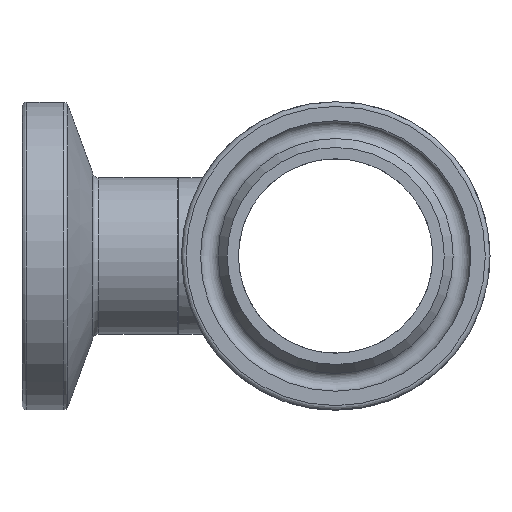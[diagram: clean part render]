
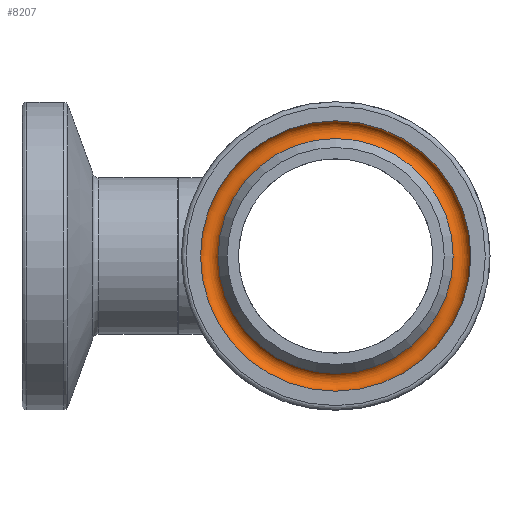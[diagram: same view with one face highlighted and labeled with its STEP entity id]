
A CAD part, left-side view. The second image highlights one B-rep face of the part: STEP entity #8207.
In plain terms, the highlighted toroidal (fillet/blend) face has major radius 10.16 mm and minor radius 0.787 mm.
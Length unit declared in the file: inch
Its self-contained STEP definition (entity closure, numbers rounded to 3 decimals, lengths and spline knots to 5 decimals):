
#36=TOROIDAL_SURFACE('',#8703,0.4,0.031);
#176=FACE_BOUND('',#1576,.T.);
#1026=FACE_OUTER_BOUND('',#1575,.T.);
#1575=EDGE_LOOP('',(#7596));
#1576=EDGE_LOOP('',(#7597));
#2852=CIRCLE('',#8702,0.37461);
#2853=CIRCLE('',#8704,0.431);
#4068=VERTEX_POINT('',#17957);
#4069=VERTEX_POINT('',#17960);
#5250=EDGE_CURVE('',#4068,#4068,#2852,.T.);
#5251=EDGE_CURVE('',#4069,#4069,#2853,.T.);
#7596=ORIENTED_EDGE('',*,*,#5251,.T.);
#7597=ORIENTED_EDGE('',*,*,#5250,.F.);
#8207=ADVANCED_FACE('',(#1026,#176),#36,.F.);
#8702=AXIS2_PLACEMENT_3D('',#17958,#10220,#10221);
#8703=AXIS2_PLACEMENT_3D('',#17959,#10222,#10223);
#8704=AXIS2_PLACEMENT_3D('',#17961,#10224,#10225);
#10220=DIRECTION('center_axis',(-1.,0.,0.));
#10221=DIRECTION('ref_axis',(0.,0.,1.));
#10222=DIRECTION('center_axis',(-1.,0.,0.));
#10223=DIRECTION('ref_axis',(0.,0.,1.));
#10224=DIRECTION('center_axis',(-1.,0.,0.));
#10225=DIRECTION('ref_axis',(0.,0.,1.));
#17957=CARTESIAN_POINT('',(-2.42822,0.37461,0.));
#17958=CARTESIAN_POINT('Origin',(-2.42822,0.,0.));
#17959=CARTESIAN_POINT('Origin',(-2.446,0.,0.));
#17960=CARTESIAN_POINT('',(-2.446,0.431,0.));
#17961=CARTESIAN_POINT('Origin',(-2.446,0.,0.));
